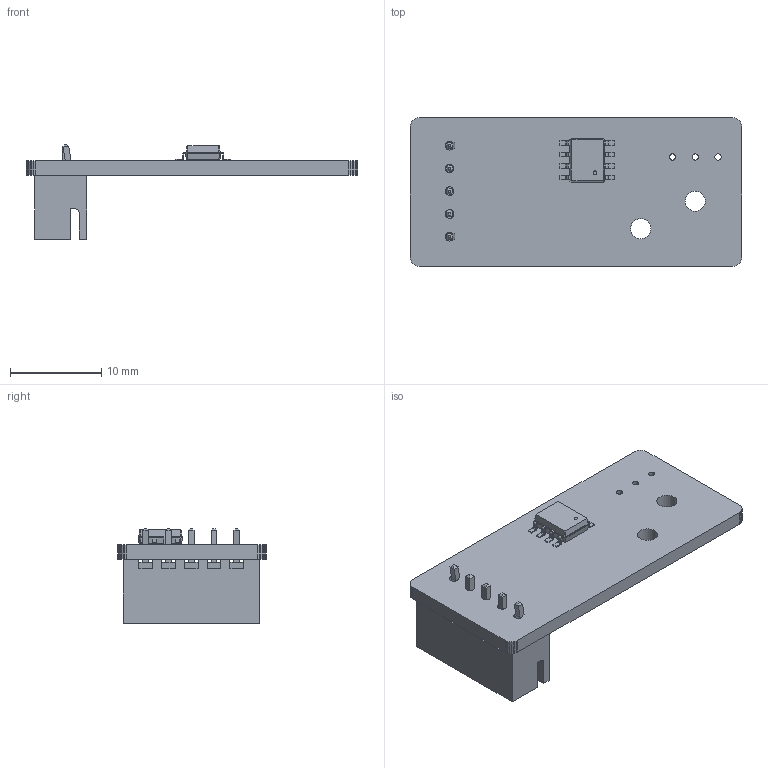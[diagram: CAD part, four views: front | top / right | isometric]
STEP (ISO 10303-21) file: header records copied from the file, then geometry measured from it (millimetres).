
FILE_DESCRIPTION(('KiCad electronic assembly'),'2;1');
FILE_NAME('LH_BreakLever_FreeJoy.step','2023-06-20T15:33:25',('Pcbnew'), ('Kicad'),'Open CASCADE STEP processor 7.6','KiCad to STEP converter', 'Unknown');
FILE_SCHEMA(('AUTOMOTIVE_DESIGN { 1 0 10303 214 1 1 1 1 }'));
Length unit declared in the file: millimetre
Products named in the file (6): LH_BreakLever_FreeJoy 1; PowerIntegrations_SO-8; SOLID; JST_XH_B5B-XH-A_1x05_P2.50mm_Vertical; _autosave-LH_BreakLever_FreeJoy PCB
Assembly tree (5 placements, depth 3):
  LH_BreakLever_FreeJoy 1
    PowerIntegrations_SO-8
      SOLID
    JST_XH_B5B-XH-A_1x05_P2.50mm_Vertical
      SOLID
    _autosave-LH_BreakLever_FreeJoy PCB
Bounding box: 36.41 x 16.35 x 10.4 mm (x, y, z)
Volume: 1240.1 mm3; surface area: 2208.9 mm2
Topology: 3 solids, 3 shells, 369 faces, 966 edges, 614 vertices
Faces by surface type: plane 290, cylinder 47, bspline 32
Full cylindrical faces by diameter (mm): 0.4 x1, 0.68 x3, 0.95 x5, 2.2 x2
Entity records: 26293 total; most frequent: CARTESIAN_POINT 4593, DIRECTION 3527, LINE 2614, VECTOR 2614, ORIENTED_EDGE 1932, PCURVE 1932, DEFINITIONAL_REPRESENTATION 1932, EDGE_CURVE 966
